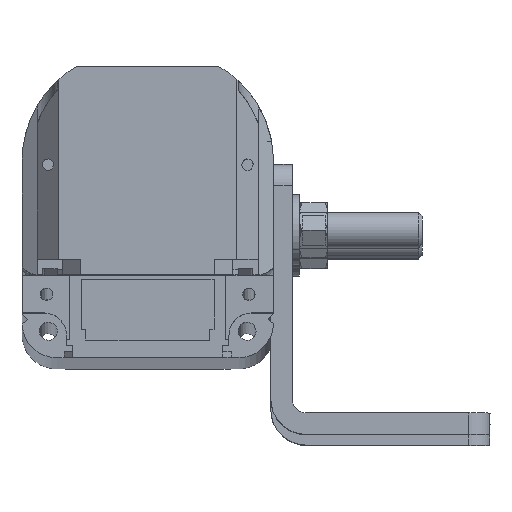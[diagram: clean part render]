
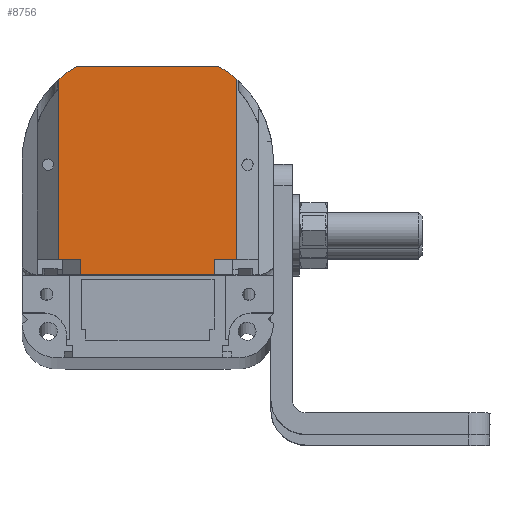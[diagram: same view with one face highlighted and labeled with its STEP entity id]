
A CAD part, top view. The second image highlights one B-rep face of the part: STEP entity #8756.
In plain terms, the highlighted planar face has unit normal (0, 0, 1).
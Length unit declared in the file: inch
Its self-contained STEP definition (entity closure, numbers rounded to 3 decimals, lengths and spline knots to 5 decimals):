
#133 = AXIS2_PLACEMENT_3D ( 'NONE', #18165, #22211, #14367 ) ;
#230 = CARTESIAN_POINT ( 'NONE',  ( 2.07565, 2.96197, 10.27352 ) ) ;
#488 = CARTESIAN_POINT ( 'NONE',  ( 1.95539, 3.04597, 10.27352 ) ) ;
#795 = DIRECTION ( 'NONE',  ( -1., 0., 0. ) ) ;
#963 = VECTOR ( 'NONE', #10158, 39.37008 ) ;
#1085 = DIRECTION ( 'NONE',  ( 0., 1., 0. ) ) ;
#1248 = DIRECTION ( 'NONE',  ( 0., 0., -1. ) ) ;
#1511 = VECTOR ( 'NONE', #22656, 39.37008 ) ;
#1633 = ORIENTED_EDGE ( 'NONE', *, *, #5222, .F. ) ;
#1682 = VERTEX_POINT ( 'NONE', #12023 ) ;
#2029 = VECTOR ( 'NONE', #4172, 39.37008 ) ;
#2146 = CARTESIAN_POINT ( 'NONE',  ( 2.35232, 3.58897, 10.27352 ) ) ;
#2243 = AXIS2_PLACEMENT_3D ( 'NONE', #11417, #1248, #25691 ) ;
#2319 = DIRECTION ( 'NONE',  ( 0., 0., -1. ) ) ;
#2330 = CARTESIAN_POINT ( 'NONE',  ( 2.35232, 2.96197, 10.27352 ) ) ;
#2609 = ORIENTED_EDGE ( 'NONE', *, *, #10865, .F. ) ;
#3406 = DIRECTION ( 'NONE',  ( 0., -1., 0. ) ) ;
#3423 = VECTOR ( 'NONE', #15342, 39.37008 ) ;
#3576 = CARTESIAN_POINT ( 'NONE',  ( 2.93491, 3.58897, 10.27352 ) ) ;
#3631 = ORIENTED_EDGE ( 'NONE', *, *, #16772, .F. ) ;
#3855 = ORIENTED_EDGE ( 'NONE', *, *, #7856, .F. ) ;
#3988 = VERTEX_POINT ( 'NONE', #10449 ) ;
#4172 = DIRECTION ( 'NONE',  ( -1., 0., 0. ) ) ;
#4178 = EDGE_CURVE ( 'NONE', #3988, #1682, #10125, .T. ) ;
#4297 = CARTESIAN_POINT ( 'NONE',  ( 1.95539, 3.58897, 10.27352 ) ) ;
#4306 = CARTESIAN_POINT ( 'NONE',  ( 2.35232, 3.04597, 10.27352 ) ) ;
#4509 = VERTEX_POINT ( 'NONE', #13150 ) ;
#4970 = LINE ( 'NONE', #9278, #3423 ) ;
#5015 = EDGE_LOOP ( 'NONE', ( #3855, #22162, #6217, #5090, #18520, #2609, #24055, #3631, #13771, #1633 ) ) ;
#5090 = ORIENTED_EDGE ( 'NONE', *, *, #4178, .F. ) ;
#5222 = EDGE_CURVE ( 'NONE', #15704, #19947, #19780, .T. ) ;
#5460 = VERTEX_POINT ( 'NONE', #8357 ) ;
#5781 = EDGE_CURVE ( 'NONE', #21661, #15204, #12763, .T. ) ;
#6217 = ORIENTED_EDGE ( 'NONE', *, *, #25086, .F. ) ;
#7003 = LINE ( 'NONE', #4297, #963 ) ;
#7369 = EDGE_CURVE ( 'NONE', #19947, #4509, #7003, .T. ) ;
#7805 = CARTESIAN_POINT ( 'NONE',  ( 2.81465, 2.96197, 10.27352 ) ) ;
#7856 = EDGE_CURVE ( 'NONE', #15204, #15704, #7879, .T. ) ;
#7879 = LINE ( 'NONE', #23208, #24237 ) ;
#8357 = CARTESIAN_POINT ( 'NONE',  ( 2.05299, 4.10897, 10.27352 ) ) ;
#8412 = DIRECTION ( 'NONE',  ( -1., 0., 0. ) ) ;
#8756 = ADVANCED_FACE ( 'NONE', ( #21021 ), #25508, .F. ) ;
#9216 = CARTESIAN_POINT ( 'NONE',  ( 2.35232, 3.04597, 10.27352 ) ) ;
#9278 = CARTESIAN_POINT ( 'NONE',  ( 2.81465, 3.58897, 10.27352 ) ) ;
#10125 = LINE ( 'NONE', #9216, #21802 ) ;
#10158 = DIRECTION ( 'NONE',  ( 0., 1., 0. ) ) ;
#10449 = CARTESIAN_POINT ( 'NONE',  ( 2.93491, 3.04597, 10.27352 ) ) ;
#10865 = EDGE_CURVE ( 'NONE', #12190, #19980, #14728, .T. ) ;
#11417 = CARTESIAN_POINT ( 'NONE',  ( 2.35232, 3.58897, 10.27352 ) ) ;
#12023 = CARTESIAN_POINT ( 'NONE',  ( 2.81465, 3.04597, 10.27352 ) ) ;
#12190 = VERTEX_POINT ( 'NONE', #16365 ) ;
#12404 = AXIS2_PLACEMENT_3D ( 'NONE', #2146, #2319, #8412 ) ;
#12763 = LINE ( 'NONE', #2330, #2029 ) ;
#13150 = CARTESIAN_POINT ( 'NONE',  ( 1.95539, 4.03891, 10.27352 ) ) ;
#13771 = ORIENTED_EDGE ( 'NONE', *, *, #7369, .F. ) ;
#13815 = VECTOR ( 'NONE', #24898, 39.37008 ) ;
#14367 = DIRECTION ( 'NONE',  ( -1., 0., 0. ) ) ;
#14728 = CIRCLE ( 'NONE', #133, 0.6 ) ;
#15204 = VERTEX_POINT ( 'NONE', #230 ) ;
#15333 = CIRCLE ( 'NONE', #12404, 0.6 ) ;
#15342 = DIRECTION ( 'NONE',  ( 0., -1., 0. ) ) ;
#15355 = VECTOR ( 'NONE', #3406, 39.37008 ) ;
#15434 = CARTESIAN_POINT ( 'NONE',  ( 2.07565, 3.04597, 10.27352 ) ) ;
#15704 = VERTEX_POINT ( 'NONE', #15434 ) ;
#16365 = CARTESIAN_POINT ( 'NONE',  ( 2.83732, 4.10897, 10.27352 ) ) ;
#16591 = EDGE_CURVE ( 'NONE', #19980, #3988, #21683, .T. ) ;
#16772 = EDGE_CURVE ( 'NONE', #4509, #5460, #15333, .T. ) ;
#18165 = CARTESIAN_POINT ( 'NONE',  ( 2.53798, 3.58897, 10.27352 ) ) ;
#18520 = ORIENTED_EDGE ( 'NONE', *, *, #16591, .F. ) ;
#19780 = LINE ( 'NONE', #4306, #1511 ) ;
#19947 = VERTEX_POINT ( 'NONE', #488 ) ;
#19980 = VERTEX_POINT ( 'NONE', #24915 ) ;
#20390 = LINE ( 'NONE', #22978, #13815 ) ;
#21021 = FACE_OUTER_BOUND ( 'NONE', #5015, .T. ) ;
#21661 = VERTEX_POINT ( 'NONE', #7805 ) ;
#21683 = LINE ( 'NONE', #3576, #15355 ) ;
#21802 = VECTOR ( 'NONE', #795, 39.37008 ) ;
#22162 = ORIENTED_EDGE ( 'NONE', *, *, #5781, .F. ) ;
#22211 = DIRECTION ( 'NONE',  ( 0., 0., -1. ) ) ;
#22656 = DIRECTION ( 'NONE',  ( -1., 0., 0. ) ) ;
#22978 = CARTESIAN_POINT ( 'NONE',  ( 2.05299, 4.10897, 10.27352 ) ) ;
#23208 = CARTESIAN_POINT ( 'NONE',  ( 2.07565, 3.58897, 10.27352 ) ) ;
#24055 = ORIENTED_EDGE ( 'NONE', *, *, #25462, .T. ) ;
#24237 = VECTOR ( 'NONE', #1085, 39.37008 ) ;
#24898 = DIRECTION ( 'NONE',  ( -1., 0., 0. ) ) ;
#24915 = CARTESIAN_POINT ( 'NONE',  ( 2.93491, 4.03891, 10.27352 ) ) ;
#25086 = EDGE_CURVE ( 'NONE', #1682, #21661, #4970, .T. ) ;
#25462 = EDGE_CURVE ( 'NONE', #12190, #5460, #20390, .T. ) ;
#25508 = PLANE ( 'NONE',  #2243 ) ;
#25691 = DIRECTION ( 'NONE',  ( -1., 0., 0. ) ) ;
